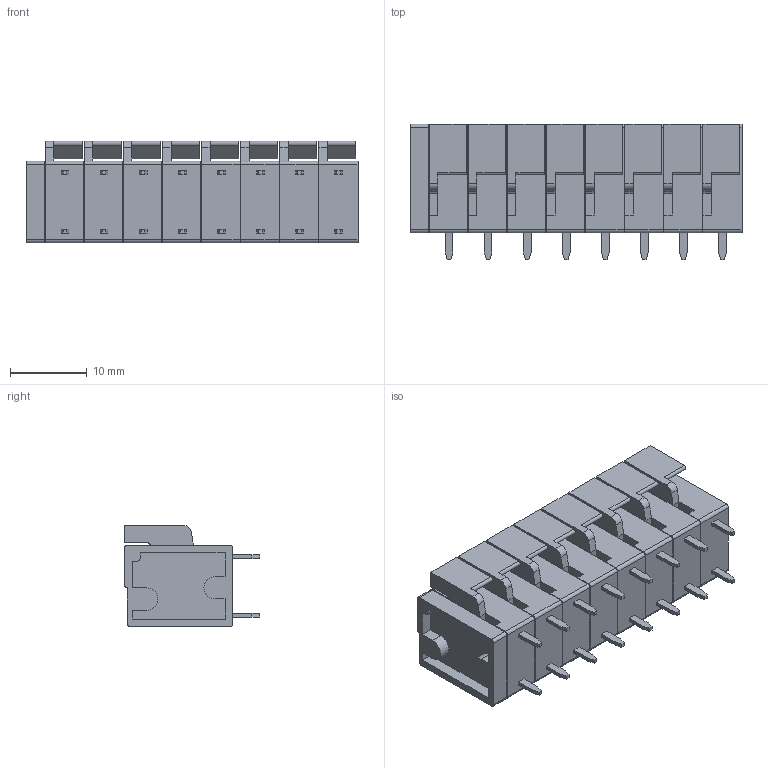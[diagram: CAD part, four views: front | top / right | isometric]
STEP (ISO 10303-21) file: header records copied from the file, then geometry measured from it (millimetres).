
FILE_DESCRIPTION (( 'STEP AP214' ), '1' );
FILE_NAME ('DG142V-8-5.08.STEP', '2019-09-10T22:27:33', ( '砐錪賧瘔蠈錪 Windows' ), ( '' ), 'SwSTEP 2.0', 'SolidWorks 2019', '' );
FILE_SCHEMA (( 'AUTOMOTIVE_DESIGN' ));
Length unit declared in the file: millimetre
Products named in the file (1): DG142V-8-5.08
Bounding box: 43.18 x 17.6 x 13.2 mm (x, y, z)
Volume: 6037.8 mm3; surface area: 6753.9 mm2
Topology: 33 solids, 33 shells, 507 faces, 1271 edges, 842 vertices
Faces by surface type: plane 395, cylinder 96, cone 16
Entity records: 16889 total; most frequent: CARTESIAN_POINT 2621, ORIENTED_EDGE 2542, DIRECTION 2495, EDGE_CURVE 1271, VECTOR 1063, LINE 1063, VERTEX_POINT 842, AXIS2_PLACEMENT_3D 716
